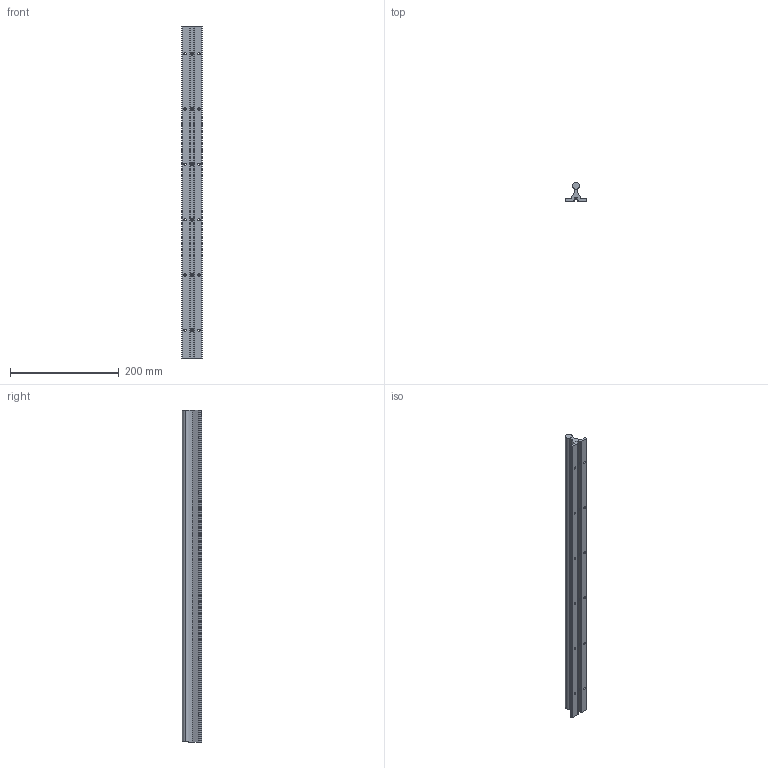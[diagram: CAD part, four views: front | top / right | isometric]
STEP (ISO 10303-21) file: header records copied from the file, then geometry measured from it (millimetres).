
FILE_DESCRIPTION (( 'STEP AP214' ), '1' );
FILE_NAME ('ShaftRailAssembly_7BA1F29099.step', '2022-10-26T21:07:07', ( '' ), ( '' ), 'SwSTEP 2.0', 'SolidWorks 2019', '' );
FILE_SCHEMA (( 'AUTOMOTIVE_DESIGN' ));
Length unit declared in the file: inch
Products named in the file (3): K30C8QC9rK_CADModel_0; ShaftRailAssembly_7BA1F29099
Assembly tree (1 placements, depth 2):
  K30C8QC9rK_CADModel_0
  ShaftRailAssembly_7BA1F29099
    K30C8QC9rK_CADModel_0
Bounding box: 38.1 x 34.92 x 609.6 mm (x, y, z)
Volume: 268454.1 mm3; surface area: 104703.5 mm2
Topology: 8 solids, 8 shells, 281 faces, 627 edges, 368 vertices
Faces by surface type: cylinder 98, plane 93, cone 90
Entity records: 12012 total; most frequent: CARTESIAN_POINT 1923, DIRECTION 1371, ORIENTED_EDGE 1230, EDGE_CURVE 615, AXIS2_PLACEMENT_3D 536, VERTEX_POINT 368, EDGE_LOOP 335, LINE 299
